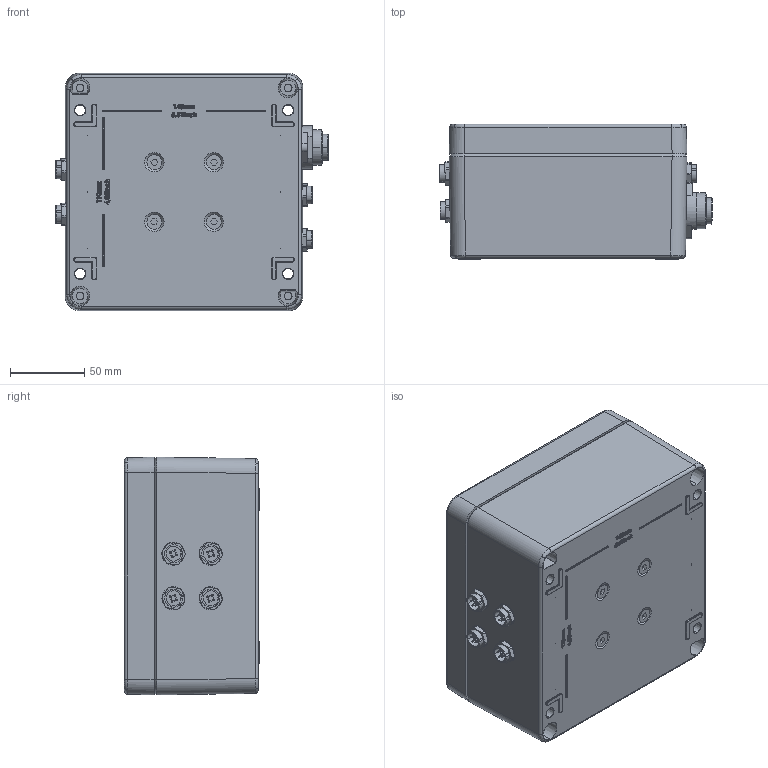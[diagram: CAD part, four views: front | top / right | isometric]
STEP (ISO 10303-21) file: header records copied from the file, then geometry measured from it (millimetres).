
FILE_DESCRIPTION(/* description */ ('Alibre Inc.'),/* implementation_level */ '2;1');
FILE_NAME(/* name */ 'export0',/* time_stamp */ '2017-01-02T17:21:47+01:00',/* author */ (''),/* organization */ (''),/* preprocessor_version */ 'ST-DEVELOPER v14',/* originating_system */ 'Alibre',/* authorisation */ '');
FILE_SCHEMA (('CONFIG_CONTROL_DESIGN'));
Length unit declared in the file: millimetre
Products named in the file (9): ID_1; ID_2; ID_3; ID_4; ID_5; ID_6; ID_7
Bounding box: 183.48 x 91 x 160 mm (x, y, z)
Volume: 568838 mm3; surface area: 255409.7 mm2
Topology: 20 solids, 20 shells, 3995 faces, 9487 edges, 5481 vertices
Faces by surface type: cylinder 1402, plane 1118, bspline 876, sphere 220, cone 191, torus 188
Full cylindrical faces by diameter (mm): 2.459 x2, 3.2 x5, 4.134 x1, 5 x4, 6 x4, 11 x4, 14.376 x8, 22 x1
Entity records: 116419 total; most frequent: CARTESIAN_POINT 59032, ORIENTED_EDGE 12658, DIRECTION 9896, EDGE_CURVE 6329, AXIS2_PLACEMENT_3D 4144, VERTEX_POINT 3622, EDGE_LOOP 3121, FACE_BOUND 3121
